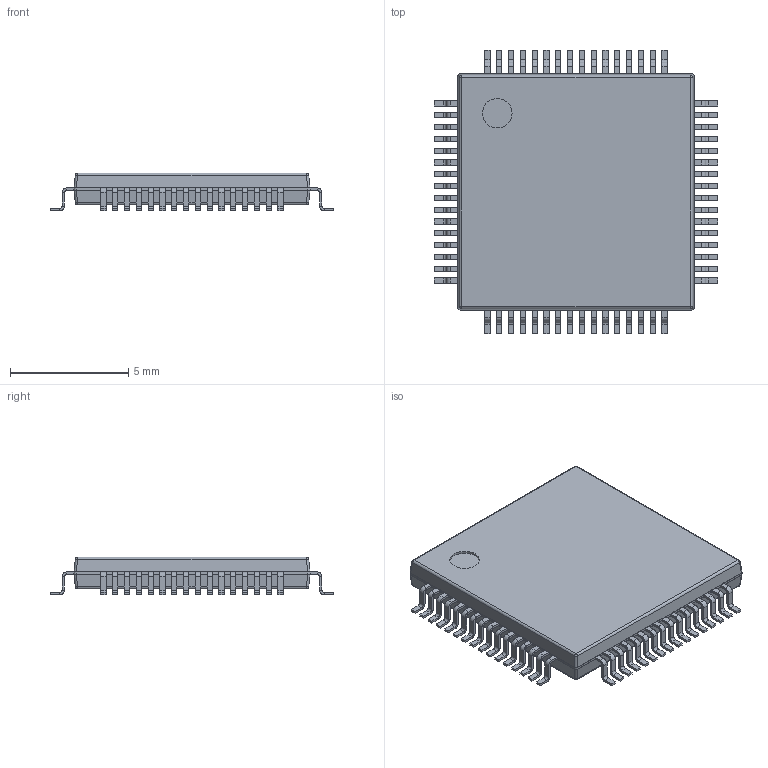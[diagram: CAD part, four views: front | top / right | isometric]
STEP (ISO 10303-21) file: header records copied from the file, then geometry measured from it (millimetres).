
FILE_DESCRIPTION(('Open CASCADE Model'),'2;1');
FILE_NAME('Open CASCADE Shape Model','2020-01-18T09:44:34',('Author'),( 'Open CASCADE'),'Open CASCADE STEP processor 6.8','Open CASCADE 6.8' ,'Unknown');
FILE_SCHEMA(('AUTOMOTIVE_DESIGN { 1 0 10303 214 1 1 1 1 }'));
Length unit declared in the file: millimetre
Products named in the file (8): PCB; Designator1; 7106051616; Open_CASCADE_STEP_translator_6.8_58.1; Body; Open_CASCADE_STEP_translator_6.8_58.2.1; Leader
Assembly tree (68 placements, depth 4):
  PCB
  Designator1
    7106051616
      Open_CASCADE_STEP_translator_6.8_58.1
      Body
        Open_CASCADE_STEP_translator_6.8_58.2.1
      Leader  x32
      Leader  x32
Bounding box: 12 x 12 x 1.6 mm (x, y, z)
Volume: 135.6 mm3; surface area: 321.8 mm2
Topology: 65 solids, 66 shells, 1469 faces, 2940 edges, 1595 vertices
Faces by surface type: plane 1168, cylinder 285, sphere 8, bspline 8
Full cylindrical faces by diameter (mm): 1.25 x1
Entity records: 3871 total; most frequent: CARTESIAN_POINT 1237, DIRECTION 547, ORIENTED_EDGE 407, AXIS2_PLACEMENT_3D 209, EDGE_CURVE 204, LINE 129, VECTOR 129, VERTEX_POINT 107
